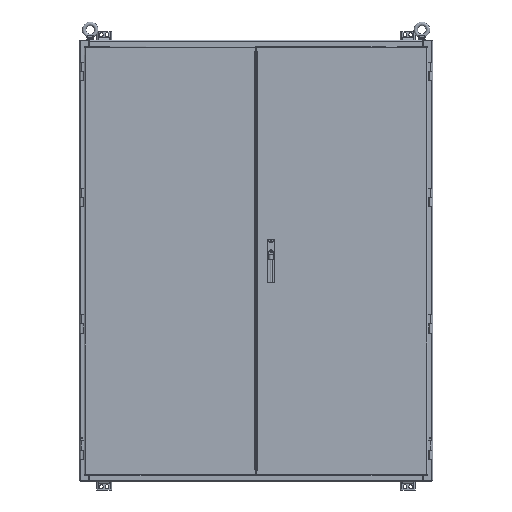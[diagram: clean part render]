
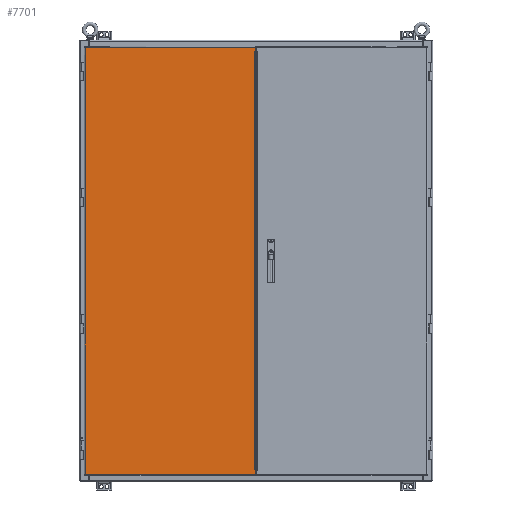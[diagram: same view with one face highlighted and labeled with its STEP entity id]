
A CAD part, front view. The second image highlights one B-rep face of the part: STEP entity #7701.
In plain terms, the highlighted planar face has unit normal (0, -1, 0).
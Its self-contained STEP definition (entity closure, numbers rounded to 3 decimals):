
#7701 = ADVANCED_FACE( '', ( #16042 ), #16043, .T. );
#16042 = FACE_OUTER_BOUND( '', #28386, .T. );
#16043 = PLANE( '', #28387 );
#28386 = EDGE_LOOP( '', ( #54385, #54386, #54387, #54388, #54389, #54390, #54391, #54392, #54393, #54394 ) );
#28387 = AXIS2_PLACEMENT_3D( '', #54395, #54396, #54397 );
#54385 = ORIENTED_EDGE( '', *, *, #67920, .F. );
#54386 = ORIENTED_EDGE( '', *, *, #67921, .T. );
#54387 = ORIENTED_EDGE( '', *, *, #67421, .T. );
#54388 = ORIENTED_EDGE( '', *, *, #67922, .T. );
#54389 = ORIENTED_EDGE( '', *, *, #62631, .T. );
#54390 = ORIENTED_EDGE( '', *, *, #65915, .T. );
#54391 = ORIENTED_EDGE( '', *, *, #63122, .T. );
#54392 = ORIENTED_EDGE( '', *, *, #61052, .F. );
#54393 = ORIENTED_EDGE( '', *, *, #67518, .F. );
#54394 = ORIENTED_EDGE( '', *, *, #65244, .T. );
#54395 = CARTESIAN_POINT( '', ( 0., 0., 0. ) );
#54396 = DIRECTION( '', ( 0., -1., 0. ) );
#54397 = DIRECTION( '', ( 0., 0., -1. ) );
#61052 = EDGE_CURVE( '', #70627, #70629, #70630, .T. );
#62631 = EDGE_CURVE( '', #73268, #73266, #73269, .T. );
#63122 = EDGE_CURVE( '', #74042, #70629, #74043, .T. );
#65244 = EDGE_CURVE( '', #76117, #77228, #77230, .T. );
#65915 = EDGE_CURVE( '', #73266, #74042, #78155, .T. );
#67421 = EDGE_CURVE( '', #80118, #80116, #80119, .T. );
#67518 = EDGE_CURVE( '', #76117, #70627, #80229, .T. );
#67920 = EDGE_CURVE( '', #80683, #77228, #80684, .T. );
#67921 = EDGE_CURVE( '', #80683, #80118, #80685, .T. );
#67922 = EDGE_CURVE( '', #80116, #73268, #80686, .T. );
#70627 = VERTEX_POINT( '', #87555 );
#70629 = VERTEX_POINT( '', #87558 );
#70630 = LINE( '', #87559, #87560 );
#73266 = VERTEX_POINT( '', #94711 );
#73268 = VERTEX_POINT( '', #94722 );
#73269 = LINE( '', #94723, #94724 );
#74042 = VERTEX_POINT( '', #96906 );
#74043 = LINE( '', #96907, #96908 );
#76117 = VERTEX_POINT( '', #101965 );
#77228 = VERTEX_POINT( '', #104832 );
#77230 = LINE( '', #104834, #104835 );
#78155 = LINE( '', #107714, #107715 );
#80116 = VERTEX_POINT( '', #114055 );
#80118 = VERTEX_POINT( '', #114057 );
#80119 = LINE( '', #114058, #114059 );
#80229 = LINE( '', #114445, #114446 );
#80683 = VERTEX_POINT( '', #115583 );
#80684 = LINE( '', #115584, #115585 );
#80685 = LINE( '', #115586, #115587 );
#80686 = LINE( '', #115588, #115589 );
#87555 = CARTESIAN_POINT( '', ( 292.113, 0., -721.667 ) );
#87558 = CARTESIAN_POINT( '', ( 295.593, 0., -721.667 ) );
#87559 = CARTESIAN_POINT( '', ( 295.593, 0., -721.667 ) );
#87560 = VECTOR( '', #117432, 1000. );
#94711 = CARTESIAN_POINT( '', ( -292.113, 0., -736.295 ) );
#94722 = CARTESIAN_POINT( '', ( -292.113, 0., 736.295 ) );
#94723 = CARTESIAN_POINT( '', ( -292.113, 0., -739.775 ) );
#94724 = VECTOR( '', #118533, 1000. );
#96906 = CARTESIAN_POINT( '', ( 295.593, 0., -736.295 ) );
#96907 = CARTESIAN_POINT( '', ( 295.593, 0., -739.775 ) );
#96908 = VECTOR( '', #118824, 1000. );
#101965 = CARTESIAN_POINT( '', ( 292.113, 0., -721.665 ) );
#104832 = CARTESIAN_POINT( '', ( 292.113, 0., 721.665 ) );
#104834 = CARTESIAN_POINT( '', ( 292.113, 0., -721.665 ) );
#104835 = VECTOR( '', #120217, 1000. );
#107714 = CARTESIAN_POINT( '', ( 295.593, 0., -736.295 ) );
#107715 = VECTOR( '', #120512, 1000. );
#114055 = CARTESIAN_POINT( '', ( 295.593, 0., 736.295 ) );
#114057 = CARTESIAN_POINT( '', ( 295.593, 0., 721.667 ) );
#114058 = CARTESIAN_POINT( '', ( 295.593, 0., -739.775 ) );
#114059 = VECTOR( '', #121039, 1000. );
#114445 = CARTESIAN_POINT( '', ( 292.113, 0., -721.667 ) );
#114446 = VECTOR( '', #121067, 1000. );
#115583 = CARTESIAN_POINT( '', ( 292.113, 0., 721.667 ) );
#115584 = CARTESIAN_POINT( '', ( 292.113, 0., -721.667 ) );
#115585 = VECTOR( '', #121212, 1000. );
#115586 = CARTESIAN_POINT( '', ( 295.593, 0., 721.667 ) );
#115587 = VECTOR( '', #121213, 1000. );
#115588 = CARTESIAN_POINT( '', ( -295.593, 0., 736.295 ) );
#115589 = VECTOR( '', #121214, 1000. );
#117432 = DIRECTION( '', ( 1., 0., 0. ) );
#118533 = DIRECTION( '', ( 0., 0., -1. ) );
#118824 = DIRECTION( '', ( 0., 0., 1. ) );
#120217 = DIRECTION( '', ( 0., 0., 1. ) );
#120512 = DIRECTION( '', ( 1., 0., 0. ) );
#121039 = DIRECTION( '', ( 0., 0., 1. ) );
#121067 = DIRECTION( '', ( 0., 0., -1. ) );
#121212 = DIRECTION( '', ( 0., 0., -1. ) );
#121213 = DIRECTION( '', ( 1., 0., 0. ) );
#121214 = DIRECTION( '', ( -1., 0., 0. ) );
